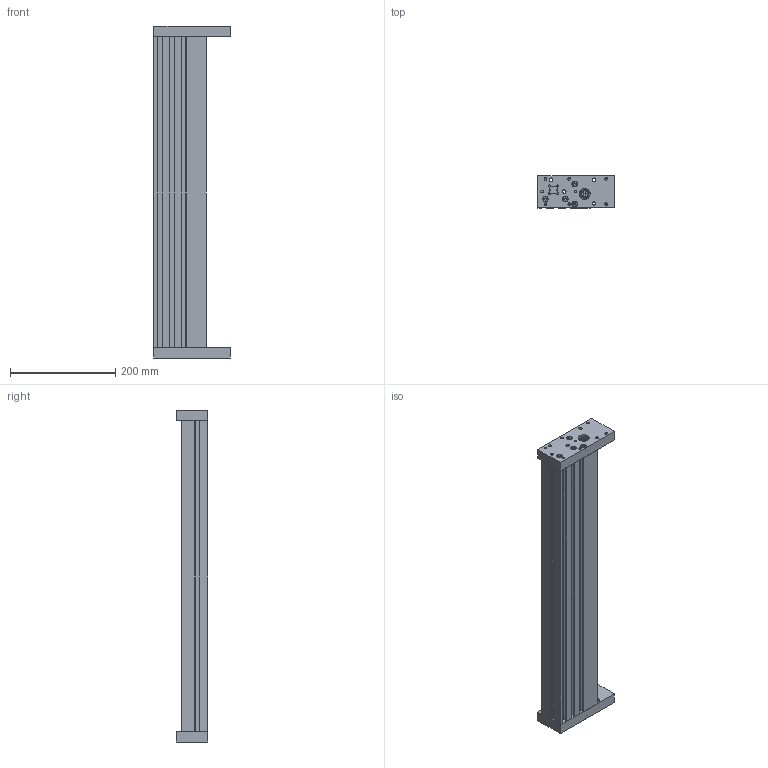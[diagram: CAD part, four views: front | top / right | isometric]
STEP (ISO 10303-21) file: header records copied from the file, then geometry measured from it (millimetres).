
FILE_DESCRIPTION (( 'STEP AP214' ), '1' );
FILE_NAME ('0186-0728_170925_F01-37Sx600.STEP', '2017-09-25T09:39:33', ( 'mittelholzer' ), ( 'Microsoft' ), 'SwSTEP 2.0', 'SolidWorks 2017', '' );
FILE_SCHEMA (( 'AUTOMOTIVE_DESIGN' ));
Length unit declared in the file: millimetre
Products named in the file (10): 0180-0711_FS01k-37_FS01k-37Sx590; 0180-0757_F01-37S-AH; socket head thin cap screw_din_DIN 7984 - M8 x 35 --- 22N; Kugelscheibe 8 x 8.4; 0180-0695_FL01-15_FL01-15x625; Hammermutter 8 M4; ISO 4762 M4 x 16 - 16S_ISO 4762 M4 x 16 - 16S; socket head cap screw_iso_ISO 4762 M6 x 25 --- 25N; 0180-0756_F01-37S-AV; 0186-0728_170925_F01-37Sx600
Assembly tree (35 placements, depth 2):
  0186-0728_170925_F01-37Sx600
    0180-0711_FS01k-37_FS01k-37Sx590
    0180-0756_F01-37S-AV
    0180-0757_F01-37S-AH
    0180-0695_FL01-15_FL01-15x625
    Kugelscheibe 8 x 8.4  x2
    socket head thin cap screw_din_DIN 7984 - M8 x 35 --- 22N
    socket head cap screw_iso_ISO 4762 M6 x 25 --- 25N  x8
    Hammermutter 8 M4  x10
    ISO 4762 M4 x 16 - 16S_ISO 4762 M4 x 16 - 16S  x10
Bounding box: 145.5 x 60.5 x 630 mm (x, y, z)
Volume: 1575289 mm3; surface area: 489432 mm2
Topology: 35 solids, 35 shells, 2620 faces, 6694 edges, 4161 vertices
Faces by surface type: cone 1002, cylinder 839, plane 699, torus 80
Entity records: 25885 total; most frequent: DIRECTION 4422, CARTESIAN_POINT 4048, ORIENTED_EDGE 3860, EDGE_CURVE 1930, AXIS2_PLACEMENT_3D 1695, VERTEX_POINT 1229, VECTOR 1032, LINE 1032
